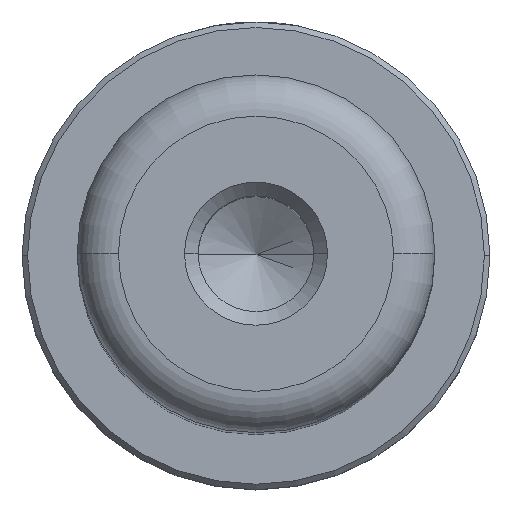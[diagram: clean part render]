
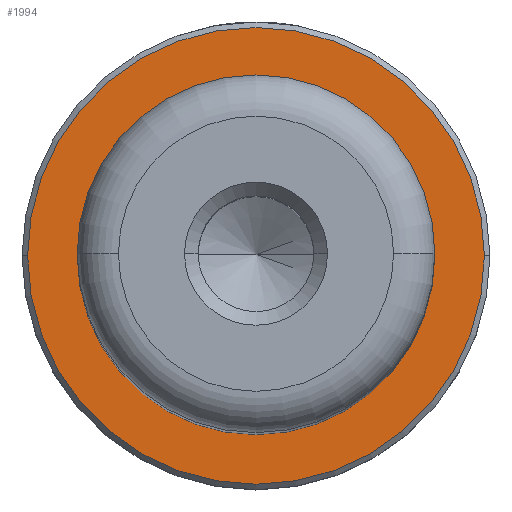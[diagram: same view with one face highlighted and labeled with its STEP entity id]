
A CAD part, top view. The second image highlights one B-rep face of the part: STEP entity #1994.
In plain terms, the highlighted planar face has unit normal (0, 0, 1).
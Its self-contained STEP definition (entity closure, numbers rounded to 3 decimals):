
#6 = AXIS2_PLACEMENT_3D ( 'NONE', #650, #1756, #818 ) ;
#28 = ORIENTED_EDGE ( 'NONE', *, *, #1266, .T. ) ;
#92 = DIRECTION ( 'NONE',  ( 0., 0., 1. ) ) ;
#156 = DIRECTION ( 'NONE',  ( 1., 0., 0. ) ) ;
#158 = DIRECTION ( 'NONE',  ( -1., 0., 0. ) ) ;
#159 = DIRECTION ( 'NONE',  ( 1., 0., 0. ) ) ;
#166 = DIRECTION ( 'NONE',  ( 0., 0., 1. ) ) ;
#178 = CARTESIAN_POINT ( 'NONE',  ( 0., 0., 15. ) ) ;
#209 = CARTESIAN_POINT ( 'NONE',  ( -6., 0., 15. ) ) ;
#237 = VERTEX_POINT ( 'NONE', #1024 ) ;
#239 = CARTESIAN_POINT ( 'NONE',  ( 0., 0., 15. ) ) ;
#246 = CIRCLE ( 'NONE', #6, 6. ) ;
#257 = PLANE ( 'NONE',  #566 ) ;
#274 = CIRCLE ( 'NONE', #1682, 6. ) ;
#380 = AXIS2_PLACEMENT_3D ( 'NONE', #239, #92, #159 ) ;
#387 = FACE_OUTER_BOUND ( 'NONE', #1258, .T. ) ;
#510 = EDGE_CURVE ( 'NONE', #1711, #237, #1924, .T. ) ;
#566 = AXIS2_PLACEMENT_3D ( 'NONE', #1725, #779, #1867 ) ;
#650 = CARTESIAN_POINT ( 'NONE',  ( 0., 0., 15. ) ) ;
#749 = EDGE_CURVE ( 'NONE', #237, #1711, #979, .T. ) ;
#779 = DIRECTION ( 'NONE',  ( 0., 0., 1. ) ) ;
#781 = FACE_BOUND ( 'NONE', #803, .T. ) ;
#803 = EDGE_LOOP ( 'NONE', ( #1236, #28 ) ) ;
#818 = DIRECTION ( 'NONE',  ( -1., 0., 0. ) ) ;
#913 = AXIS2_PLACEMENT_3D ( 'NONE', #178, #166, #156 ) ;
#979 = CIRCLE ( 'NONE', #913, 8.3 ) ;
#1024 = CARTESIAN_POINT ( 'NONE',  ( 8.3, 0., 15. ) ) ;
#1085 = VERTEX_POINT ( 'NONE', #2002 ) ;
#1129 = ORIENTED_EDGE ( 'NONE', *, *, #749, .T. ) ;
#1176 = EDGE_CURVE ( 'NONE', #1849, #1085, #246, .T. ) ;
#1185 = DIRECTION ( 'NONE',  ( 0., 0., -1. ) ) ;
#1236 = ORIENTED_EDGE ( 'NONE', *, *, #1176, .T. ) ;
#1258 = EDGE_LOOP ( 'NONE', ( #1988, #1129 ) ) ;
#1266 = EDGE_CURVE ( 'NONE', #1085, #1849, #274, .T. ) ;
#1476 = CARTESIAN_POINT ( 'NONE',  ( -8.3, 0., 15. ) ) ;
#1682 = AXIS2_PLACEMENT_3D ( 'NONE', #2089, #1185, #158 ) ;
#1711 = VERTEX_POINT ( 'NONE', #1476 ) ;
#1725 = CARTESIAN_POINT ( 'NONE',  ( 0., 0., 15. ) ) ;
#1756 = DIRECTION ( 'NONE',  ( 0., 0., -1. ) ) ;
#1849 = VERTEX_POINT ( 'NONE', #209 ) ;
#1867 = DIRECTION ( 'NONE',  ( 1., 0., 0. ) ) ;
#1924 = CIRCLE ( 'NONE', #380, 8.3 ) ;
#1988 = ORIENTED_EDGE ( 'NONE', *, *, #510, .T. ) ;
#1994 = ADVANCED_FACE ( 'NONE', ( #387, #781 ), #257, .T. ) ;
#2002 = CARTESIAN_POINT ( 'NONE',  ( 6., 0., 15. ) ) ;
#2089 = CARTESIAN_POINT ( 'NONE',  ( 0., 0., 15. ) ) ;
